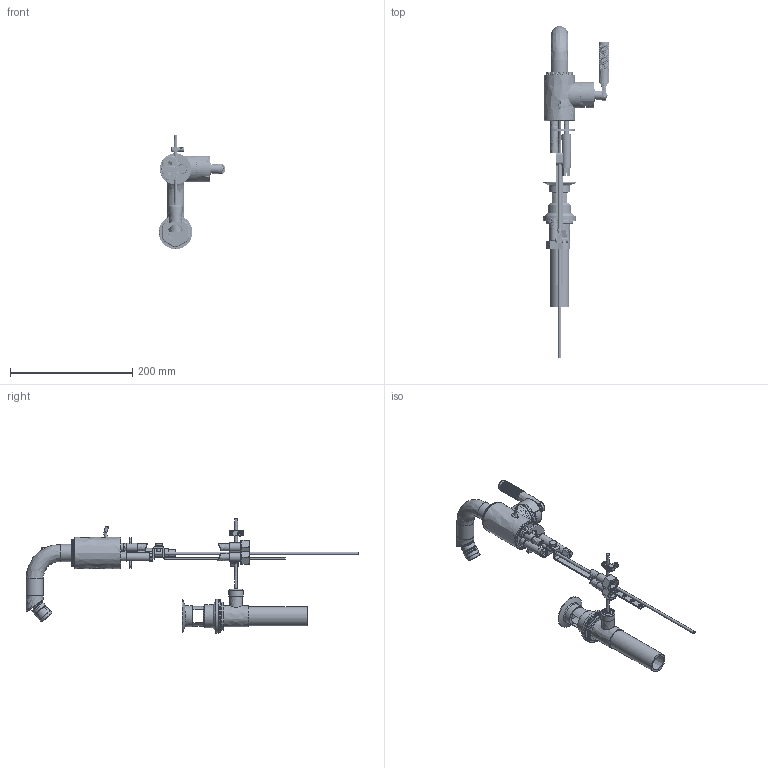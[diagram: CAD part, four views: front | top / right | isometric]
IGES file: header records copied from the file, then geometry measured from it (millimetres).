
Global section: file name: V7KA19-LK-LH; native system: Autodesk Inventor 2018; preprocessor: unknown; author: adaniels; date: 20180808.082343; units: millimetre
Bounding box: 108.67 x 542.25 x 186.5 mm (x, y, z)
Volume: 406166.7 mm3; surface area: 221056.8 mm2
Topology: 50 solids, 52 shells, 9762 faces, 21209 edges, 11641 vertices
Faces by surface type: bspline 9762
